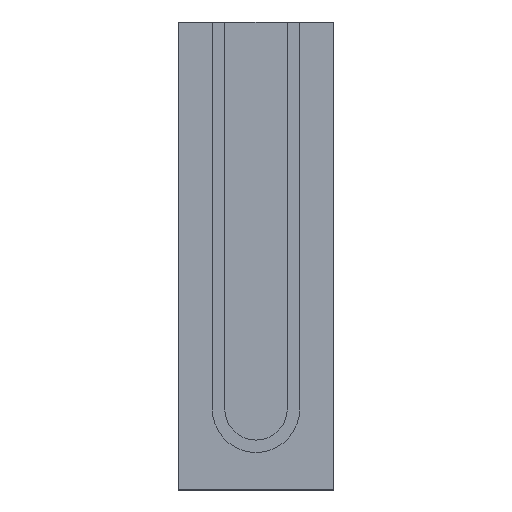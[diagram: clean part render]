
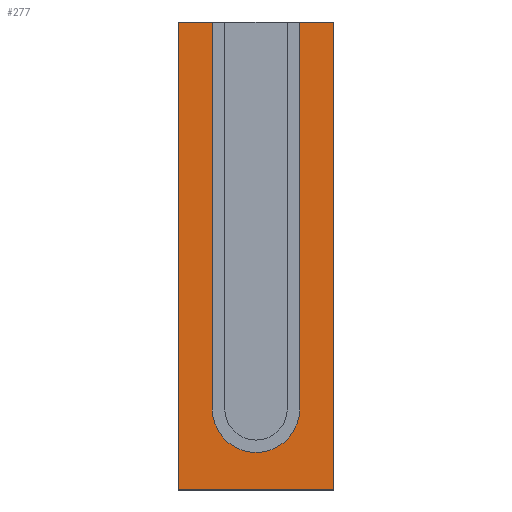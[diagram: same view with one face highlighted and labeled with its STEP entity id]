
A CAD part, top view. The second image highlights one B-rep face of the part: STEP entity #277.
In plain terms, the highlighted planar face has unit normal (0, 0, 1).
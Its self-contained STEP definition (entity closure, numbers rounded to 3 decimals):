
#37=FACE_OUTER_BOUND('',#51,.T.);
#51=EDGE_LOOP('',(#221,#222,#223,#224,#225,#226,#227,#228));
#60=CIRCLE('',#330,7.);
#75=LINE('',#464,#107);
#78=LINE('',#472,#110);
#80=LINE('',#476,#112);
#81=LINE('',#478,#113);
#82=LINE('',#480,#114);
#83=LINE('',#482,#115);
#84=LINE('',#483,#116);
#107=VECTOR('',#379,10.);
#110=VECTOR('',#388,10.);
#112=VECTOR('',#392,10.);
#113=VECTOR('',#393,10.);
#114=VECTOR('',#394,10.);
#115=VECTOR('',#395,10.);
#116=VECTOR('',#396,10.);
#137=VERTEX_POINT('',#461);
#138=VERTEX_POINT('',#463);
#139=VERTEX_POINT('',#467);
#140=VERTEX_POINT('',#471);
#141=VERTEX_POINT('',#475);
#142=VERTEX_POINT('',#477);
#143=VERTEX_POINT('',#479);
#144=VERTEX_POINT('',#481);
#166=EDGE_CURVE('',#138,#137,#75,.T.);
#168=EDGE_CURVE('',#139,#138,#60,.T.);
#170=EDGE_CURVE('',#140,#139,#78,.T.);
#172=EDGE_CURVE('',#137,#141,#80,.T.);
#173=EDGE_CURVE('',#141,#142,#81,.T.);
#174=EDGE_CURVE('',#142,#143,#82,.T.);
#175=EDGE_CURVE('',#143,#144,#83,.T.);
#176=EDGE_CURVE('',#144,#140,#84,.T.);
#221=ORIENTED_EDGE('',*,*,#166,.T.);
#222=ORIENTED_EDGE('',*,*,#172,.T.);
#223=ORIENTED_EDGE('',*,*,#173,.T.);
#224=ORIENTED_EDGE('',*,*,#174,.T.);
#225=ORIENTED_EDGE('',*,*,#175,.T.);
#226=ORIENTED_EDGE('',*,*,#176,.T.);
#227=ORIENTED_EDGE('',*,*,#170,.T.);
#228=ORIENTED_EDGE('',*,*,#168,.T.);
#263=PLANE('',#332);
#277=ADVANCED_FACE('',(#37),#263,.T.);
#330=AXIS2_PLACEMENT_3D('',#468,#383,#384);
#332=AXIS2_PLACEMENT_3D('',#474,#390,#391);
#379=DIRECTION('',(0.,1.,0.));
#383=DIRECTION('center_axis',(0.,0.,-1.));
#384=DIRECTION('ref_axis',(-1.,0.,0.));
#388=DIRECTION('',(0.,-1.,0.));
#390=DIRECTION('center_axis',(0.,0.,1.));
#391=DIRECTION('ref_axis',(1.,0.,0.));
#392=DIRECTION('',(-1.,0.,0.));
#393=DIRECTION('',(0.,-1.,0.));
#394=DIRECTION('',(1.,0.,0.));
#395=DIRECTION('',(0.,1.,0.));
#396=DIRECTION('',(-1.,0.,0.));
#461=CARTESIAN_POINT('',(72.667,-20.235,-3.45));
#463=CARTESIAN_POINT('',(72.667,-82.235,-3.45));
#464=CARTESIAN_POINT('',(72.667,-69.985,-3.45));
#467=CARTESIAN_POINT('',(86.667,-82.235,-3.45));
#468=CARTESIAN_POINT('Origin',(79.667,-82.235,-3.45));
#471=CARTESIAN_POINT('',(86.667,-20.235,-3.45));
#472=CARTESIAN_POINT('',(86.667,-38.985,-3.45));
#474=CARTESIAN_POINT('Origin',(79.667,-57.735,-3.45));
#475=CARTESIAN_POINT('',(67.167,-20.235,-3.45));
#476=CARTESIAN_POINT('',(92.167,-20.235,-3.45));
#477=CARTESIAN_POINT('',(67.167,-95.235,-3.45));
#478=CARTESIAN_POINT('',(67.167,-20.235,-3.45));
#479=CARTESIAN_POINT('',(92.167,-95.235,-3.45));
#480=CARTESIAN_POINT('',(67.167,-95.235,-3.45));
#481=CARTESIAN_POINT('',(92.167,-20.235,-3.45));
#482=CARTESIAN_POINT('',(92.167,-95.235,-3.45));
#483=CARTESIAN_POINT('',(92.167,-20.235,-3.45));
